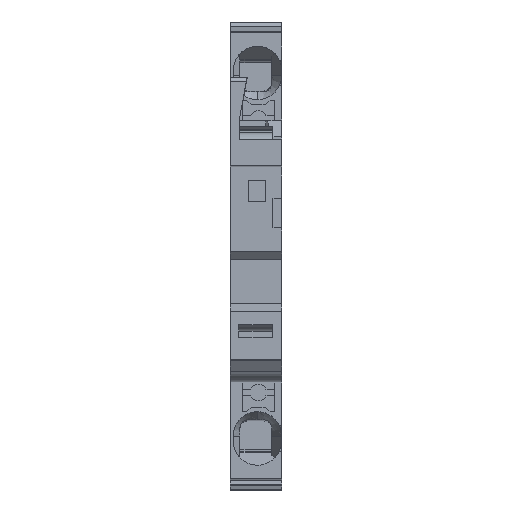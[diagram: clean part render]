
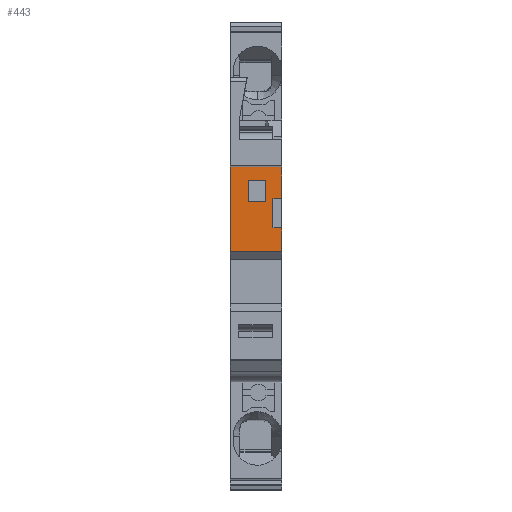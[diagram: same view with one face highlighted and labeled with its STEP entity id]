
A CAD part, top view. The second image highlights one B-rep face of the part: STEP entity #443.
In plain terms, the highlighted planar face has unit normal (0, 0, 1).
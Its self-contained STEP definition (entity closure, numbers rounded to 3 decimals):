
#443=ADVANCED_FACE('',(#1006,#1007),#1008,.F.);
#1006=FACE_OUTER_BOUND('',#1692,.T.);
#1007=FACE_BOUND('',#1693,.T.);
#1008=PLANE('',#1694);
#1692=EDGE_LOOP('',(#2937,#2938,#2939,#2940,#2941,#2942,#2943,#2944));
#1693=EDGE_LOOP('',(#2945,#2946,#2947,#2948));
#1694=AXIS2_PLACEMENT_3D('',#2949,#2950,#2951);
#2937=ORIENTED_EDGE('',*,*,#4760,.F.);
#2938=ORIENTED_EDGE('',*,*,#4761,.F.);
#2939=ORIENTED_EDGE('',*,*,#4762,.F.);
#2940=ORIENTED_EDGE('',*,*,#4763,.F.);
#2941=ORIENTED_EDGE('',*,*,#4764,.F.);
#2942=ORIENTED_EDGE('',*,*,#4765,.F.);
#2943=ORIENTED_EDGE('',*,*,#4766,.F.);
#2944=ORIENTED_EDGE('',*,*,#4767,.T.);
#2945=ORIENTED_EDGE('',*,*,#4768,.T.);
#2946=ORIENTED_EDGE('',*,*,#4769,.T.);
#2947=ORIENTED_EDGE('',*,*,#4770,.T.);
#2948=ORIENTED_EDGE('',*,*,#4771,.F.);
#2949=CARTESIAN_POINT('',(0.,37.95,60.7));
#2950=DIRECTION('',(0.,0.,-1.0));
#2951=DIRECTION('',(-1.0,0.,0.));
#4760=EDGE_CURVE('',#5904,#5905,#5906,.T.);
#4761=EDGE_CURVE('',#5907,#5904,#5908,.T.);
#4762=EDGE_CURVE('',#5909,#5907,#5910,.T.);
#4763=EDGE_CURVE('',#5911,#5909,#5912,.T.);
#4764=EDGE_CURVE('',#5913,#5911,#5914,.T.);
#4765=EDGE_CURVE('',#5915,#5913,#5916,.T.);
#4766=EDGE_CURVE('',#5917,#5915,#5918,.T.);
#4767=EDGE_CURVE('',#5917,#5905,#5919,.T.);
#4768=EDGE_CURVE('',#5920,#5921,#5922,.T.);
#4769=EDGE_CURVE('',#5921,#5923,#5924,.T.);
#4770=EDGE_CURVE('',#5923,#5925,#5926,.T.);
#4771=EDGE_CURVE('',#5920,#5925,#5927,.T.);
#5904=VERTEX_POINT('',#8379);
#5905=VERTEX_POINT('',#8380);
#5906=LINE('',#8381,#8382);
#5907=VERTEX_POINT('',#8383);
#5908=LINE('',#8384,#8385);
#5909=VERTEX_POINT('',#8386);
#5910=LINE('',#8387,#8388);
#5911=VERTEX_POINT('',#8389);
#5912=LINE('',#8390,#8391);
#5913=VERTEX_POINT('',#8392);
#5914=LINE('',#8393,#8394);
#5915=VERTEX_POINT('',#8395);
#5916=LINE('',#8396,#8397);
#5917=VERTEX_POINT('',#8398);
#5918=LINE('',#8399,#8400);
#5919=LINE('',#8401,#8402);
#5920=VERTEX_POINT('',#8403);
#5921=VERTEX_POINT('',#8404);
#5922=LINE('',#8405,#8406);
#5923=VERTEX_POINT('',#8407);
#5924=LINE('',#8408,#8409);
#5925=VERTEX_POINT('',#8410);
#5926=LINE('',#8411,#8412);
#5927=LINE('',#8413,#8414);
#8379=CARTESIAN_POINT('',(6.15,28.372,60.7));
#8380=CARTESIAN_POINT('',(0.,28.372,60.7));
#8381=CARTESIAN_POINT('',(0.,28.372,60.7));
#8382=VECTOR('',#10190,1.0);
#8383=CARTESIAN_POINT('',(6.15,31.225,60.7));
#8384=CARTESIAN_POINT('',(6.15,24.5,60.7));
#8385=VECTOR('',#10191,1.0);
#8386=CARTESIAN_POINT('',(5.1,31.225,60.7));
#8387=CARTESIAN_POINT('',(8.1,31.225,60.7));
#8388=VECTOR('',#10192,1.0);
#8389=CARTESIAN_POINT('',(5.1,34.725,60.7));
#8390=CARTESIAN_POINT('',(5.1,24.5,60.7));
#8391=VECTOR('',#10193,1.0);
#8392=CARTESIAN_POINT('',(6.15,34.725,60.7));
#8393=CARTESIAN_POINT('',(8.1,34.725,60.7));
#8394=VECTOR('',#10194,1.0);
#8395=CARTESIAN_POINT('',(6.15,38.537,60.7));
#8396=CARTESIAN_POINT('',(6.15,24.5,60.7));
#8397=VECTOR('',#10195,1.0);
#8398=CARTESIAN_POINT('',(0.,38.537,60.7));
#8399=CARTESIAN_POINT('',(8.1,38.537,60.7));
#8400=VECTOR('',#10196,1.0);
#8401=CARTESIAN_POINT('',(0.,24.5,60.7));
#8402=VECTOR('',#10197,1.0);
#8403=CARTESIAN_POINT('',(4.225,36.95,60.7));
#8404=CARTESIAN_POINT('',(4.225,34.35,60.7));
#8405=CARTESIAN_POINT('',(4.225,24.5,60.7));
#8406=VECTOR('',#10198,1.0);
#8407=CARTESIAN_POINT('',(2.125,34.35,60.7));
#8408=CARTESIAN_POINT('',(8.1,34.35,60.7));
#8409=VECTOR('',#10199,1.0);
#8410=CARTESIAN_POINT('',(2.125,36.95,60.7));
#8411=CARTESIAN_POINT('',(2.125,24.5,60.7));
#8412=VECTOR('',#10200,1.0);
#8413=CARTESIAN_POINT('',(8.1,36.95,60.7));
#8414=VECTOR('',#10201,1.0);
#10190=DIRECTION('',(-1.0,0.,0.));
#10191=DIRECTION('',(0.,-1.0,0.));
#10192=DIRECTION('',(1.0,0.,0.));
#10193=DIRECTION('',(0.,-1.0,0.));
#10194=DIRECTION('',(-1.0,0.,0.));
#10195=DIRECTION('',(0.,-1.0,0.));
#10196=DIRECTION('',(1.0,0.,0.));
#10197=DIRECTION('',(0.,-1.0,0.));
#10198=DIRECTION('',(0.,-1.0,0.));
#10199=DIRECTION('',(-1.0,0.,0.));
#10200=DIRECTION('',(0.,1.0,0.));
#10201=DIRECTION('',(-1.0,0.,0.));
